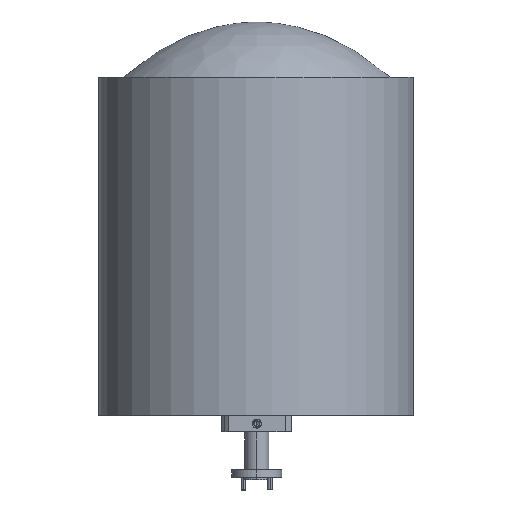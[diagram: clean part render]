
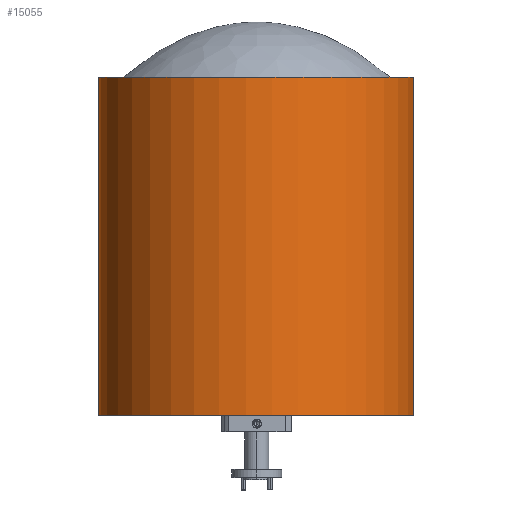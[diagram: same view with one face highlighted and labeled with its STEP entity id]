
A CAD part, left-side view. The second image highlights one B-rep face of the part: STEP entity #15055.
In plain terms, the highlighted cylindrical face has radius 60.325 mm (diameter 120.65 mm), a partial arc.
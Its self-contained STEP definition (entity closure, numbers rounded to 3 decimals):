
#1841 = CARTESIAN_POINT ( 'NONE',  ( 0., 60.325, 64.402 ) ) ;
#4961 = VECTOR ( 'NONE', #16063, 1000. ) ;
#6330 = CARTESIAN_POINT ( 'NONE',  ( -8.572, -59.713, 64.402 ) ) ;
#7000 = EDGE_CURVE ( 'NONE', #13046, #10728, #8451, .T. ) ;
#7228 = AXIS2_PLACEMENT_3D ( 'NONE', #24582, #12744, #22594 ) ;
#8017 = LINE ( 'NONE', #1841, #4961 ) ;
#8451 = LINE ( 'NONE', #22672, #14622 ) ;
#8764 = CIRCLE ( 'NONE', #10941, 60.325 ) ;
#9009 = ORIENTED_EDGE ( 'NONE', *, *, #19966, .F. ) ;
#9152 = DIRECTION ( 'NONE',  ( 0., -1., 0. ) ) ;
#9963 = AXIS2_PLACEMENT_3D ( 'NONE', #20618, #18664, #24694 ) ;
#10172 = ORIENTED_EDGE ( 'NONE', *, *, #14443, .T. ) ;
#10484 = CYLINDRICAL_SURFACE ( 'NONE', #9963, 60.325 ) ;
#10728 = VERTEX_POINT ( 'NONE', #25527 ) ;
#10941 = AXIS2_PLACEMENT_3D ( 'NONE', #17473, #19063, #9152 ) ;
#12744 = DIRECTION ( 'NONE',  ( 0., 0., 1. ) ) ;
#13046 = VERTEX_POINT ( 'NONE', #6330 ) ;
#14004 = EDGE_CURVE ( 'NONE', #26020, #10728, #24904, .T. ) ;
#14443 = EDGE_CURVE ( 'NONE', #16871, #26020, #8017, .T. ) ;
#14622 = VECTOR ( 'NONE', #20326, 1000. ) ;
#15055 = ADVANCED_FACE ( 'NONE', ( #18281 ), #10484, .T. ) ;
#16063 = DIRECTION ( 'NONE',  ( 0., 0., -1. ) ) ;
#16871 = VERTEX_POINT ( 'NONE', #24646 ) ;
#17381 = ORIENTED_EDGE ( 'NONE', *, *, #7000, .F. ) ;
#17473 = CARTESIAN_POINT ( 'NONE',  ( 0., 0., 64.402 ) ) ;
#18047 = EDGE_LOOP ( 'NONE', ( #9009, #10172, #24063, #17381 ) ) ;
#18281 = FACE_OUTER_BOUND ( 'NONE', #18047, .T. ) ;
#18664 = DIRECTION ( 'NONE',  ( 0., 0., -1. ) ) ;
#19063 = DIRECTION ( 'NONE',  ( 0., 0., 1. ) ) ;
#19966 = EDGE_CURVE ( 'NONE', #16871, #13046, #8764, .T. ) ;
#20326 = DIRECTION ( 'NONE',  ( 0., 0., -1. ) ) ;
#20618 = CARTESIAN_POINT ( 'NONE',  ( 0., 0., 64.402 ) ) ;
#20875 = CARTESIAN_POINT ( 'NONE',  ( 0., 60.325, -64.402 ) ) ;
#22594 = DIRECTION ( 'NONE',  ( 0., -1., 0. ) ) ;
#22672 = CARTESIAN_POINT ( 'NONE',  ( -8.572, -59.713, 64.402 ) ) ;
#24063 = ORIENTED_EDGE ( 'NONE', *, *, #14004, .T. ) ;
#24582 = CARTESIAN_POINT ( 'NONE',  ( 0., 0., -64.402 ) ) ;
#24646 = CARTESIAN_POINT ( 'NONE',  ( 0., 60.325, 64.402 ) ) ;
#24694 = DIRECTION ( 'NONE',  ( 0., 1., 0. ) ) ;
#24904 = CIRCLE ( 'NONE', #7228, 60.325 ) ;
#25527 = CARTESIAN_POINT ( 'NONE',  ( -8.572, -59.713, -64.402 ) ) ;
#26020 = VERTEX_POINT ( 'NONE', #20875 ) ;
